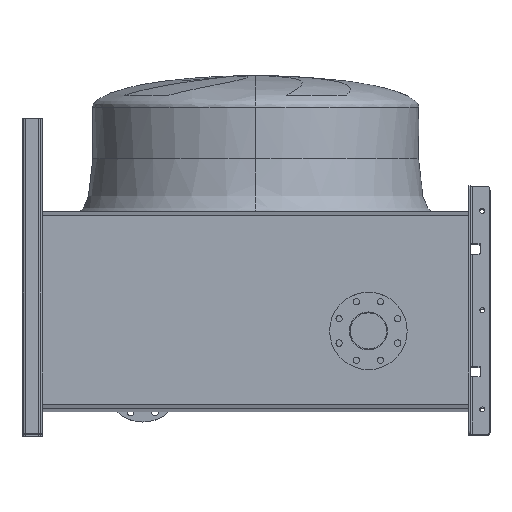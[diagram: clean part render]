
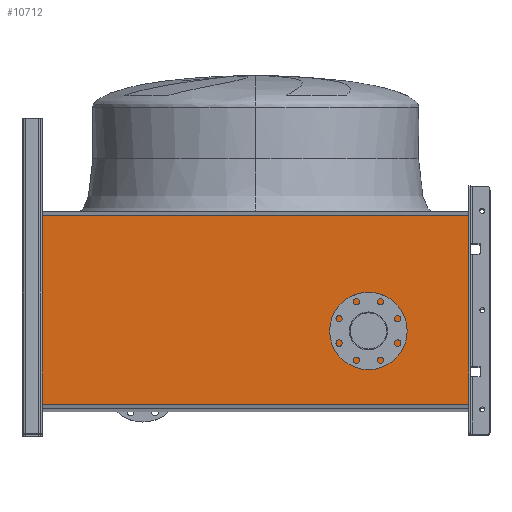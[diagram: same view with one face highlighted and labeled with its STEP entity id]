
A CAD part, top view. The second image highlights one B-rep face of the part: STEP entity #10712.
In plain terms, the highlighted planar face has unit normal (0, 0, 1).
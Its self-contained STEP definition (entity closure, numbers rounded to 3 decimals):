
#257 = AXIS2_PLACEMENT_3D ( 'NONE', #9225, #462, #2439 ) ;
#462 = DIRECTION ( 'NONE',  ( 0., 0., -1. ) ) ;
#500 = CARTESIAN_POINT ( 'NONE',  ( 320., 220., 240. ) ) ;
#613 = CARTESIAN_POINT ( 'NONE',  ( 1214.262, 12.578, 240. ) ) ;
#696 = EDGE_CURVE ( 'NONE', #10950, #14245, #13935, .T. ) ;
#1194 = CARTESIAN_POINT ( 'NONE',  ( -605., 12.578, 240. ) ) ;
#1671 = CARTESIAN_POINT ( 'NONE',  ( 320., 166., 240. ) ) ;
#2439 = DIRECTION ( 'NONE',  ( -1., 0., 0. ) ) ;
#2672 = CARTESIAN_POINT ( 'NONE',  ( 605., 547.422, 240. ) ) ;
#3602 = CARTESIAN_POINT ( 'NONE',  ( -605., 12.578, 240. ) ) ;
#3771 = EDGE_CURVE ( 'NONE', #6229, #8562, #11206, .T. ) ;
#3927 = DIRECTION ( 'NONE',  ( -1., 0., 0. ) ) ;
#4122 = LINE ( 'NONE', #613, #13074 ) ;
#4535 = EDGE_CURVE ( 'NONE', #14245, #11186, #4122, .T. ) ;
#4741 = ORIENTED_EDGE ( 'NONE', *, *, #14042, .T. ) ;
#5441 = EDGE_CURVE ( 'NONE', #8562, #6229, #10775, .T. ) ;
#6031 = ORIENTED_EDGE ( 'NONE', *, *, #4535, .F. ) ;
#6229 = VERTEX_POINT ( 'NONE', #1671 ) ;
#6269 = FACE_OUTER_BOUND ( 'NONE', #10897, .T. ) ;
#6382 = CARTESIAN_POINT ( 'NONE',  ( 605., 12.578, 240. ) ) ;
#6421 = LINE ( 'NONE', #11947, #7806 ) ;
#6995 = VECTOR ( 'NONE', #14225, 1000. ) ;
#7332 = DIRECTION ( 'NONE',  ( -1., 0., 0. ) ) ;
#7384 = AXIS2_PLACEMENT_3D ( 'NONE', #7433, #11861, #10781 ) ;
#7433 = CARTESIAN_POINT ( 'NONE',  ( 1214.262, 12.578, 240. ) ) ;
#7806 = VECTOR ( 'NONE', #11871, 1000. ) ;
#8087 = CARTESIAN_POINT ( 'NONE',  ( 605., 12.578, 240. ) ) ;
#8218 = ORIENTED_EDGE ( 'NONE', *, *, #5441, .T. ) ;
#8562 = VERTEX_POINT ( 'NONE', #9030 ) ;
#9030 = CARTESIAN_POINT ( 'NONE',  ( 320., 274., 240. ) ) ;
#9225 = CARTESIAN_POINT ( 'NONE',  ( 320., 220., 240. ) ) ;
#10042 = EDGE_LOOP ( 'NONE', ( #8218, #13688 ) ) ;
#10495 = EDGE_CURVE ( 'NONE', #10573, #11186, #11387, .T. ) ;
#10573 = VERTEX_POINT ( 'NONE', #12584 ) ;
#10707 = FACE_BOUND ( 'NONE', #10042, .T. ) ;
#10712 = ADVANCED_FACE ( 'NONE', ( #6269, #10707 ), #12951, .F. ) ;
#10775 = CIRCLE ( 'NONE', #13322, 54. ) ;
#10781 = DIRECTION ( 'NONE',  ( -1., 0., 0. ) ) ;
#10897 = EDGE_LOOP ( 'NONE', ( #12807, #4741, #11691, #6031 ) ) ;
#10950 = VERTEX_POINT ( 'NONE', #2672 ) ;
#11181 = DIRECTION ( 'NONE',  ( 0., -1., 0. ) ) ;
#11186 = VERTEX_POINT ( 'NONE', #3602 ) ;
#11206 = CIRCLE ( 'NONE', #257, 54. ) ;
#11387 = LINE ( 'NONE', #1194, #13181 ) ;
#11647 = DIRECTION ( 'NONE',  ( 0., 0., -1. ) ) ;
#11691 = ORIENTED_EDGE ( 'NONE', *, *, #10495, .T. ) ;
#11861 = DIRECTION ( 'NONE',  ( 0., 0., -1. ) ) ;
#11871 = DIRECTION ( 'NONE',  ( -1., 0., 0. ) ) ;
#11947 = CARTESIAN_POINT ( 'NONE',  ( 1214.262, 547.422, 240. ) ) ;
#12584 = CARTESIAN_POINT ( 'NONE',  ( -605., 547.422, 240. ) ) ;
#12807 = ORIENTED_EDGE ( 'NONE', *, *, #696, .F. ) ;
#12951 = PLANE ( 'NONE',  #7384 ) ;
#13074 = VECTOR ( 'NONE', #7332, 1000. ) ;
#13181 = VECTOR ( 'NONE', #11181, 1000. ) ;
#13322 = AXIS2_PLACEMENT_3D ( 'NONE', #500, #11647, #3927 ) ;
#13688 = ORIENTED_EDGE ( 'NONE', *, *, #3771, .T. ) ;
#13935 = LINE ( 'NONE', #6382, #6995 ) ;
#14042 = EDGE_CURVE ( 'NONE', #10950, #10573, #6421, .T. ) ;
#14225 = DIRECTION ( 'NONE',  ( 0., -1., 0. ) ) ;
#14245 = VERTEX_POINT ( 'NONE', #8087 ) ;
